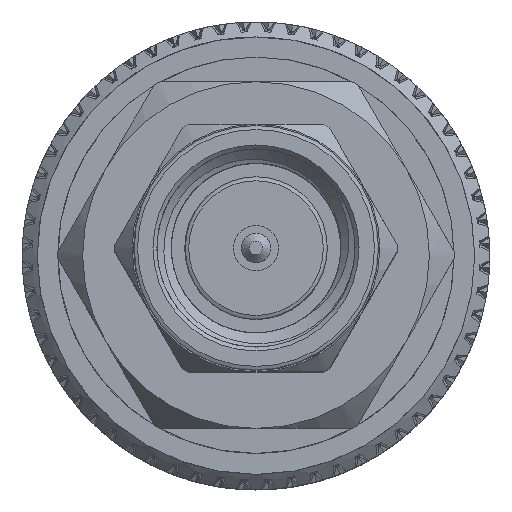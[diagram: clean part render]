
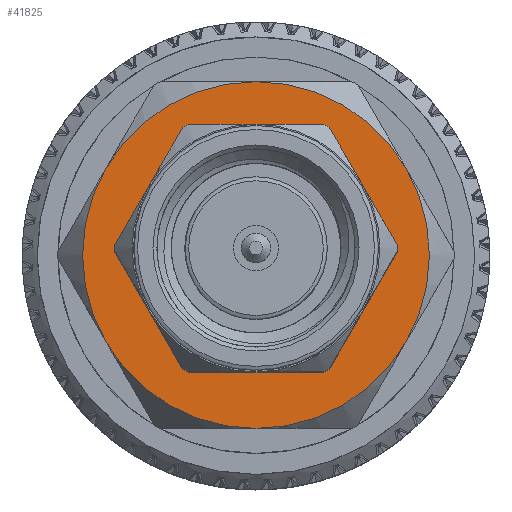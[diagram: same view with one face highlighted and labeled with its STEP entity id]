
A CAD part, top view. The second image highlights one B-rep face of the part: STEP entity #41825.
In plain terms, the highlighted face is planar.
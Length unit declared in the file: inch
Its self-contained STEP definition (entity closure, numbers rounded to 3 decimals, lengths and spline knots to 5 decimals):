
#2574 = CIRCLE ( 'NONE', #44487, 0.21875 ) ;
#6792 = VERTEX_POINT ( 'NONE', #15385 ) ;
#7048 = DIRECTION ( 'NONE',  ( 1., 0., 0. ) ) ;
#11051 = ORIENTED_EDGE ( 'NONE', *, *, #101665, .T. ) ;
#15385 = CARTESIAN_POINT ( 'NONE',  ( 1.05, 0., 0.0475 ) ) ;
#17955 = CARTESIAN_POINT ( 'NONE',  ( 1.05, 0., 0. ) ) ;
#18999 = EDGE_CURVE ( 'NONE', #75004, #46084, #63010, .T. ) ;
#24340 = ORIENTED_EDGE ( 'NONE', *, *, #32493, .T. ) ;
#24598 = VERTEX_POINT ( 'NONE', #117931 ) ;
#24722 = CIRCLE ( 'NONE', #32474, 0.0475 ) ;
#25283 = AXIS2_PLACEMENT_3D ( 'NONE', #72707, #82391, #100988 ) ;
#25675 = CIRCLE ( 'NONE', #49753, 0.21875 ) ;
#26125 = VERTEX_POINT ( 'NONE', #100484 ) ;
#29668 = EDGE_CURVE ( 'NONE', #24598, #84551, #41581, .T. ) ;
#32474 = AXIS2_PLACEMENT_3D ( 'NONE', #89467, #32605, #42312 ) ;
#32493 = EDGE_CURVE ( 'NONE', #84551, #75004, #67799, .T. ) ;
#32605 = DIRECTION ( 'NONE',  ( -1., 0., 0. ) ) ;
#34438 = EDGE_LOOP ( 'NONE', ( #24340, #44713, #69194, #41604, #11051, #65642 ) ) ;
#34756 = DIRECTION ( 'NONE',  ( 0., 0., -1. ) ) ;
#35524 = DIRECTION ( 'NONE',  ( 1., 0., 0. ) ) ;
#36916 = EDGE_CURVE ( 'NONE', #6792, #6792, #24722, .T. ) ;
#41581 = CIRCLE ( 'NONE', #25283, 0.21875 ) ;
#41604 = ORIENTED_EDGE ( 'NONE', *, *, #101699, .T. ) ;
#41825 = ADVANCED_FACE ( 'NONE', ( #96741, #50304 ), #115066, .F. ) ;
#42312 = DIRECTION ( 'NONE',  ( 0., 0., 1. ) ) ;
#44487 = AXIS2_PLACEMENT_3D ( 'NONE', #81487, #35524, #34756 ) ;
#44713 = ORIENTED_EDGE ( 'NONE', *, *, #18999, .T. ) ;
#45749 = AXIS2_PLACEMENT_3D ( 'NONE', #89811, #7048, #70781 ) ;
#46084 = VERTEX_POINT ( 'NONE', #47884 ) ;
#47884 = CARTESIAN_POINT ( 'NONE',  ( 1.05, -0.10938, 0.18944 ) ) ;
#49753 = AXIS2_PLACEMENT_3D ( 'NONE', #80688, #53021, #118776 ) ;
#50304 = FACE_OUTER_BOUND ( 'NONE', #34438, .T. ) ;
#50521 = DIRECTION ( 'NONE',  ( 0., 0., 1. ) ) ;
#53021 = DIRECTION ( 'NONE',  ( 1., 0., 0. ) ) ;
#54081 = CARTESIAN_POINT ( 'NONE',  ( 1.05, 0.10938, 0.18944 ) ) ;
#63010 = CIRCLE ( 'NONE', #45749, 0.21875 ) ;
#63597 = CIRCLE ( 'NONE', #94005, 0.21875 ) ;
#64365 = DIRECTION ( 'NONE',  ( 1., 0., 0. ) ) ;
#65642 = ORIENTED_EDGE ( 'NONE', *, *, #29668, .T. ) ;
#67774 = AXIS2_PLACEMENT_3D ( 'NONE', #17955, #64365, #119815 ) ;
#67799 = CIRCLE ( 'NONE', #67774, 0.21875 ) ;
#69194 = ORIENTED_EDGE ( 'NONE', *, *, #87685, .T. ) ;
#70781 = DIRECTION ( 'NONE',  ( 0., 0., -1. ) ) ;
#72707 = CARTESIAN_POINT ( 'NONE',  ( 1.05, 0., 0. ) ) ;
#75004 = VERTEX_POINT ( 'NONE', #54081 ) ;
#79506 = DIRECTION ( 'NONE',  ( 1., 0., 0. ) ) ;
#80688 = CARTESIAN_POINT ( 'NONE',  ( 1.05, 0., 0. ) ) ;
#81487 = CARTESIAN_POINT ( 'NONE',  ( 1.05, 0., 0. ) ) ;
#82391 = DIRECTION ( 'NONE',  ( 1., 0., 0. ) ) ;
#83262 = AXIS2_PLACEMENT_3D ( 'NONE', #87126, #104482, #50521 ) ;
#84551 = VERTEX_POINT ( 'NONE', #91760 ) ;
#84777 = EDGE_LOOP ( 'NONE', ( #117095 ) ) ;
#84917 = CARTESIAN_POINT ( 'NONE',  ( 1.05, -0.10937, -0.18944 ) ) ;
#87126 = CARTESIAN_POINT ( 'NONE',  ( 1.05, 0.25, 0. ) ) ;
#87685 = EDGE_CURVE ( 'NONE', #46084, #26125, #2574, .T. ) ;
#89467 = CARTESIAN_POINT ( 'NONE',  ( 1.05, 0., 0. ) ) ;
#89811 = CARTESIAN_POINT ( 'NONE',  ( 1.05, 0., 0. ) ) ;
#91760 = CARTESIAN_POINT ( 'NONE',  ( 1.05, 0.21875, 0. ) ) ;
#94005 = AXIS2_PLACEMENT_3D ( 'NONE', #116761, #79506, #115967 ) ;
#96741 = FACE_BOUND ( 'NONE', #84777, .T. ) ;
#98729 = VERTEX_POINT ( 'NONE', #84917 ) ;
#100484 = CARTESIAN_POINT ( 'NONE',  ( 1.05, -0.21875, 0. ) ) ;
#100988 = DIRECTION ( 'NONE',  ( 0., 0., -1. ) ) ;
#101665 = EDGE_CURVE ( 'NONE', #98729, #24598, #63597, .T. ) ;
#101699 = EDGE_CURVE ( 'NONE', #26125, #98729, #25675, .T. ) ;
#104482 = DIRECTION ( 'NONE',  ( -1., 0., 0. ) ) ;
#115066 = PLANE ( 'NONE',  #83262 ) ;
#115967 = DIRECTION ( 'NONE',  ( 0., 0., -1. ) ) ;
#116761 = CARTESIAN_POINT ( 'NONE',  ( 1.05, 0., 0. ) ) ;
#117095 = ORIENTED_EDGE ( 'NONE', *, *, #36916, .T. ) ;
#117931 = CARTESIAN_POINT ( 'NONE',  ( 1.05, 0.10938, -0.18944 ) ) ;
#118776 = DIRECTION ( 'NONE',  ( 0., 0., -1. ) ) ;
#119815 = DIRECTION ( 'NONE',  ( 0., 0., -1. ) ) ;
